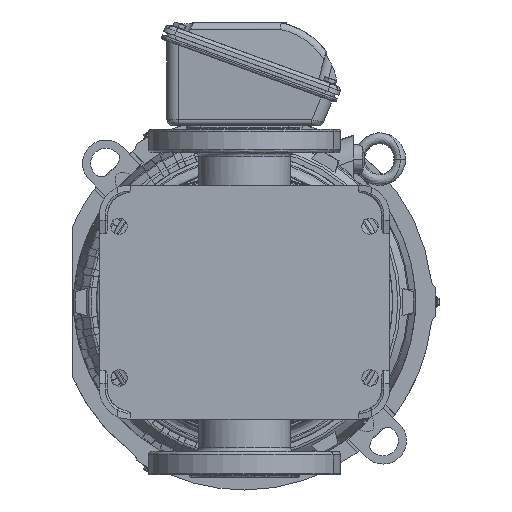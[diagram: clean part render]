
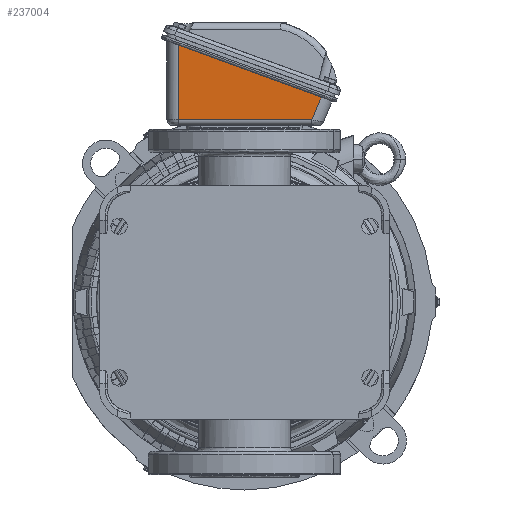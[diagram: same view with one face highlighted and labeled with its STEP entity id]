
A CAD part, front view. The second image highlights one B-rep face of the part: STEP entity #237004.
In plain terms, the highlighted face is planar.
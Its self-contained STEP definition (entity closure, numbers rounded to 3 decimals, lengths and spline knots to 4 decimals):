
#6583 = EDGE_CURVE ( 'NONE', #51877, #74425, #104917, .T. ) ;
#9783 = DIRECTION ( 'NONE',  ( 0.012, 1., 0. ) ) ;
#17350 = DIRECTION ( 'NONE',  ( 0., 0.94, -0.342 ) ) ;
#18557 = LINE ( 'NONE', #55548, #143871 ) ;
#26111 = CARTESIAN_POINT ( 'NONE',  ( -0.778, 2.3854, 6.9569 ) ) ;
#26358 = PLANE ( 'NONE',  #234679 ) ;
#31931 = ORIENTED_EDGE ( 'NONE', *, *, #54147, .T. ) ;
#43682 = DIRECTION ( 'NONE',  ( 0., -0.94, 0.342 ) ) ;
#51877 = VERTEX_POINT ( 'NONE', #194200 ) ;
#54147 = EDGE_CURVE ( 'NONE', #212581, #87916, #140025, .T. ) ;
#55548 = CARTESIAN_POINT ( 'NONE',  ( -0.7794, -2.9136, 8.843 ) ) ;
#62152 = CARTESIAN_POINT ( 'NONE',  ( -0.7712, -2.8328, 9.065 ) ) ;
#74425 = VERTEX_POINT ( 'NONE', #185150 ) ;
#77308 = ORIENTED_EDGE ( 'NONE', *, *, #6583, .T. ) ;
#87234 = VECTOR ( 'NONE', #197291, 39.3701 ) ;
#87916 = VERTEX_POINT ( 'NONE', #162652 ) ;
#96587 = EDGE_LOOP ( 'NONE', ( #31931, #209395, #77308, #107101 ) ) ;
#101542 = DIRECTION ( 'NONE',  ( 0.999, -0.012, -0.033 ) ) ;
#104917 = LINE ( 'NONE', #26111, #87234 ) ;
#107101 = ORIENTED_EDGE ( 'NONE', *, *, #219988, .F. ) ;
#140025 = LINE ( 'NONE', #179437, #177476 ) ;
#143871 = VECTOR ( 'NONE', #17350, 39.3701 ) ;
#158918 = CARTESIAN_POINT ( 'NONE',  ( -0.8667, -2.8317, 6.1527 ) ) ;
#162652 = CARTESIAN_POINT ( 'NONE',  ( -0.8621, -2.4438, 6.1527 ) ) ;
#177476 = VECTOR ( 'NONE', #215153, 39.3701 ) ;
#179437 = CARTESIAN_POINT ( 'NONE',  ( -0.7665, -2.4438, 9.0648 ) ) ;
#185150 = CARTESIAN_POINT ( 'NONE',  ( -0.7794, 2.3703, 6.9198 ) ) ;
#188024 = CARTESIAN_POINT ( 'NONE',  ( -0.7794, -2.4438, 8.672 ) ) ;
#192698 = EDGE_CURVE ( 'NONE', #87916, #51877, #231605, .T. ) ;
#194200 = CARTESIAN_POINT ( 'NONE',  ( -0.8083, 2.0604, 6.1527 ) ) ;
#197291 = DIRECTION ( 'NONE',  ( 0.035, 0.374, 0.927 ) ) ;
#208812 = VECTOR ( 'NONE', #9783, 39.3701 ) ;
#209395 = ORIENTED_EDGE ( 'NONE', *, *, #192698, .T. ) ;
#212581 = VERTEX_POINT ( 'NONE', #188024 ) ;
#215153 = DIRECTION ( 'NONE',  ( -0.033, 0., -0.999 ) ) ;
#219988 = EDGE_CURVE ( 'NONE', #212581, #74425, #18557, .T. ) ;
#230912 = FACE_OUTER_BOUND ( 'NONE', #96587, .T. ) ;
#231605 = LINE ( 'NONE', #158918, #208812 ) ;
#234679 = AXIS2_PLACEMENT_3D ( 'NONE', #62152, #101542, #43682 ) ;
#237004 = ADVANCED_FACE ( 'NONE', ( #230912 ), #26358, .T. ) ;
